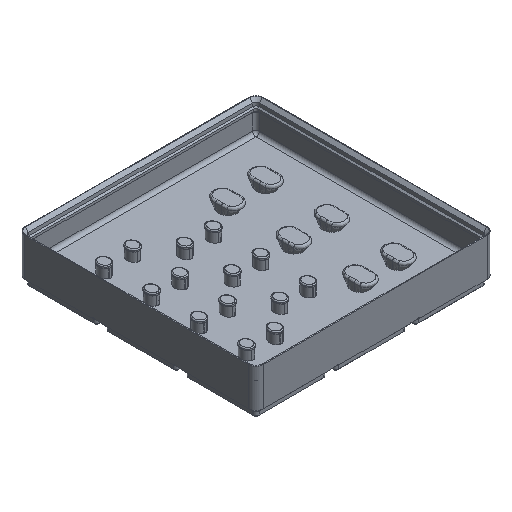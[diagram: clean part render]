
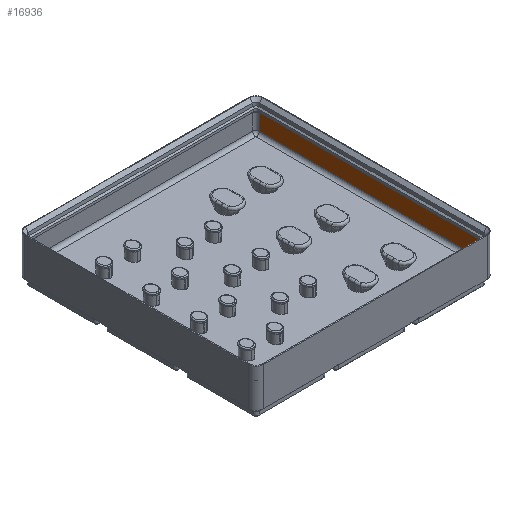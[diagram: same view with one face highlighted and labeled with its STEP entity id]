
A CAD part, isometric view. The second image highlights one B-rep face of the part: STEP entity #16936.
In plain terms, the highlighted planar face has unit normal (-1, 0, 0).
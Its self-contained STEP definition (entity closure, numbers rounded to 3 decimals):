
#14095 = PLANE('',#14096);
#14096 = AXIS2_PLACEMENT_3D('',#14097,#14098,#14099);
#14097 = CARTESIAN_POINT('',(60.15,63.,11.996));
#14098 = DIRECTION('',(0.707,0.,0.707));
#14099 = DIRECTION('',(0.707,0.,-0.707));
#14953 = VERTEX_POINT('',#14954);
#14954 = CARTESIAN_POINT('',(61.8,-59.,10.346));
#14990 = PLANE('',#14991);
#14991 = AXIS2_PLACEMENT_3D('',#14992,#14993,#14994);
#14992 = CARTESIAN_POINT('',(63.,-61.8,10.346));
#14993 = DIRECTION('',(0.,0.,1.));
#14994 = DIRECTION('',(0.,-1.,0.));
#15714 = CYLINDRICAL_SURFACE('',#15715,1.8);
#15715 = AXIS2_PLACEMENT_3D('',#15716,#15717,#15718);
#15716 = CARTESIAN_POINT('',(60.,-60.,0.));
#15717 = DIRECTION('',(0.,0.,1.));
#15718 = DIRECTION('',(1.,0.,0.));
#15757 = EDGE_CURVE('',#14953,#15758,#15760,.T.);
#15758 = VERTEX_POINT('',#15759);
#15759 = CARTESIAN_POINT('',(61.8,59.,10.346));
#15760 = SURFACE_CURVE('',#15761,(#15765,#15772),.PCURVE_S1.);
#15761 = LINE('',#15762,#15763);
#15762 = CARTESIAN_POINT('',(61.8,63.,10.346));
#15763 = VECTOR('',#15764,1.);
#15764 = DIRECTION('',(0.,1.,0.));
#15765 = PCURVE('',#14095,#15766);
#15766 = DEFINITIONAL_REPRESENTATION('',(#15767),#15771);
#15767 = LINE('',#15768,#15769);
#15768 = CARTESIAN_POINT('',(2.333,0.));
#15769 = VECTOR('',#15770,1.);
#15770 = DIRECTION('',(0.,1.));
#15771 = ( GEOMETRIC_REPRESENTATION_CONTEXT(2) 
PARAMETRIC_REPRESENTATION_CONTEXT() REPRESENTATION_CONTEXT('2D SPACE',''
  ) );
#15772 = PCURVE('',#15773,#15778);
#15773 = PLANE('',#15774);
#15774 = AXIS2_PLACEMENT_3D('',#15775,#15776,#15777);
#15775 = CARTESIAN_POINT('',(61.8,-61.8,0.));
#15776 = DIRECTION('',(1.,0.,0.));
#15777 = DIRECTION('',(0.,0.,1.));
#15778 = DEFINITIONAL_REPRESENTATION('',(#15779),#15783);
#15779 = LINE('',#15780,#15781);
#15780 = CARTESIAN_POINT('',(10.346,-124.8));
#15781 = VECTOR('',#15782,1.);
#15782 = DIRECTION('',(0.,-1.));
#15783 = ( GEOMETRIC_REPRESENTATION_CONTEXT(2) 
PARAMETRIC_REPRESENTATION_CONTEXT() REPRESENTATION_CONTEXT('2D SPACE',''
  ) );
#16323 = VERTEX_POINT('',#16324);
#16324 = CARTESIAN_POINT('',(61.8,-60.,10.346));
#16346 = EDGE_CURVE('',#14953,#16323,#16347,.T.);
#16347 = SURFACE_CURVE('',#16348,(#16352,#16358),.PCURVE_S1.);
#16348 = LINE('',#16349,#16350);
#16349 = CARTESIAN_POINT('',(61.8,-61.8,10.346));
#16350 = VECTOR('',#16351,1.);
#16351 = DIRECTION('',(0.,-1.,0.));
#16352 = PCURVE('',#14990,#16353);
#16353 = DEFINITIONAL_REPRESENTATION('',(#16354),#16357);
#16354 = B_SPLINE_CURVE_WITH_KNOTS('',1,(#16355,#16356),.UNSPECIFIED.,
  .F.,.F.,(2,2),(-121.8,-1.8),.PIECEWISE_BEZIER_KNOTS.);
#16355 = CARTESIAN_POINT('',(-121.8,-1.2));
#16356 = CARTESIAN_POINT('',(-1.8,-1.2));
#16357 = ( GEOMETRIC_REPRESENTATION_CONTEXT(2) 
PARAMETRIC_REPRESENTATION_CONTEXT() REPRESENTATION_CONTEXT('2D SPACE',''
  ) );
#16358 = PCURVE('',#15773,#16359);
#16359 = DEFINITIONAL_REPRESENTATION('',(#16360),#16363);
#16360 = B_SPLINE_CURVE_WITH_KNOTS('',1,(#16361,#16362),.UNSPECIFIED.,
  .F.,.F.,(2,2),(-121.8,-1.8),.PIECEWISE_BEZIER_KNOTS.);
#16361 = CARTESIAN_POINT('',(10.346,-121.8));
#16362 = CARTESIAN_POINT('',(10.346,-1.8));
#16363 = ( GEOMETRIC_REPRESENTATION_CONTEXT(2) 
PARAMETRIC_REPRESENTATION_CONTEXT() REPRESENTATION_CONTEXT('2D SPACE',''
  ) );
#16890 = EDGE_CURVE('',#16891,#16323,#16893,.T.);
#16891 = VERTEX_POINT('',#16892);
#16892 = CARTESIAN_POINT('',(61.8,-60.,1.8));
#16893 = SURFACE_CURVE('',#16894,(#16898,#16905),.PCURVE_S1.);
#16894 = LINE('',#16895,#16896);
#16895 = CARTESIAN_POINT('',(61.8,-60.,0.));
#16896 = VECTOR('',#16897,1.);
#16897 = DIRECTION('',(0.,0.,1.));
#16898 = PCURVE('',#15714,#16899);
#16899 = DEFINITIONAL_REPRESENTATION('',(#16900),#16904);
#16900 = LINE('',#16901,#16902);
#16901 = CARTESIAN_POINT('',(-0.,0.));
#16902 = VECTOR('',#16903,1.);
#16903 = DIRECTION('',(-0.,1.));
#16904 = ( GEOMETRIC_REPRESENTATION_CONTEXT(2) 
PARAMETRIC_REPRESENTATION_CONTEXT() REPRESENTATION_CONTEXT('2D SPACE',''
  ) );
#16905 = PCURVE('',#15773,#16906);
#16906 = DEFINITIONAL_REPRESENTATION('',(#16907),#16911);
#16907 = LINE('',#16908,#16909);
#16908 = CARTESIAN_POINT('',(0.,-1.8));
#16909 = VECTOR('',#16910,1.);
#16910 = DIRECTION('',(1.,0.));
#16911 = ( GEOMETRIC_REPRESENTATION_CONTEXT(2) 
PARAMETRIC_REPRESENTATION_CONTEXT() REPRESENTATION_CONTEXT('2D SPACE',''
  ) );
#16936 = ADVANCED_FACE('',(#16937),#15773,.F.);
#16937 = FACE_BOUND('',#16938,.F.);
#16938 = EDGE_LOOP('',(#16939,#16940,#16941,#16969,#16997,#17021));
#16939 = ORIENTED_EDGE('',*,*,#16346,.T.);
#16940 = ORIENTED_EDGE('',*,*,#16890,.F.);
#16941 = ORIENTED_EDGE('',*,*,#16942,.T.);
#16942 = EDGE_CURVE('',#16891,#16943,#16945,.T.);
#16943 = VERTEX_POINT('',#16944);
#16944 = CARTESIAN_POINT('',(61.8,60.,1.8));
#16945 = SURFACE_CURVE('',#16946,(#16950,#16957),.PCURVE_S1.);
#16946 = LINE('',#16947,#16948);
#16947 = CARTESIAN_POINT('',(61.8,-61.8,1.8));
#16948 = VECTOR('',#16949,1.);
#16949 = DIRECTION('',(0.,1.,0.));
#16950 = PCURVE('',#15773,#16951);
#16951 = DEFINITIONAL_REPRESENTATION('',(#16952),#16956);
#16952 = LINE('',#16953,#16954);
#16953 = CARTESIAN_POINT('',(1.8,0.));
#16954 = VECTOR('',#16955,1.);
#16955 = DIRECTION('',(0.,-1.));
#16956 = ( GEOMETRIC_REPRESENTATION_CONTEXT(2) 
PARAMETRIC_REPRESENTATION_CONTEXT() REPRESENTATION_CONTEXT('2D SPACE',''
  ) );
#16957 = PCURVE('',#16958,#16963);
#16958 = CYLINDRICAL_SURFACE('',#16959,1.8);
#16959 = AXIS2_PLACEMENT_3D('',#16960,#16961,#16962);
#16960 = CARTESIAN_POINT('',(60.,-61.8,1.8));
#16961 = DIRECTION('',(0.,1.,0.));
#16962 = DIRECTION('',(1.,0.,0.));
#16963 = DEFINITIONAL_REPRESENTATION('',(#16964),#16968);
#16964 = LINE('',#16965,#16966);
#16965 = CARTESIAN_POINT('',(0.,0.));
#16966 = VECTOR('',#16967,1.);
#16967 = DIRECTION('',(0.,1.));
#16968 = ( GEOMETRIC_REPRESENTATION_CONTEXT(2) 
PARAMETRIC_REPRESENTATION_CONTEXT() REPRESENTATION_CONTEXT('2D SPACE',''
  ) );
#16969 = ORIENTED_EDGE('',*,*,#16970,.T.);
#16970 = EDGE_CURVE('',#16943,#16971,#16973,.T.);
#16971 = VERTEX_POINT('',#16972);
#16972 = CARTESIAN_POINT('',(61.8,60.,10.346));
#16973 = SURFACE_CURVE('',#16974,(#16978,#16985),.PCURVE_S1.);
#16974 = LINE('',#16975,#16976);
#16975 = CARTESIAN_POINT('',(61.8,60.,0.));
#16976 = VECTOR('',#16977,1.);
#16977 = DIRECTION('',(0.,0.,1.));
#16978 = PCURVE('',#15773,#16979);
#16979 = DEFINITIONAL_REPRESENTATION('',(#16980),#16984);
#16980 = LINE('',#16981,#16982);
#16981 = CARTESIAN_POINT('',(0.,-121.8));
#16982 = VECTOR('',#16983,1.);
#16983 = DIRECTION('',(1.,0.));
#16984 = ( GEOMETRIC_REPRESENTATION_CONTEXT(2) 
PARAMETRIC_REPRESENTATION_CONTEXT() REPRESENTATION_CONTEXT('2D SPACE',''
  ) );
#16985 = PCURVE('',#16986,#16991);
#16986 = CYLINDRICAL_SURFACE('',#16987,1.8);
#16987 = AXIS2_PLACEMENT_3D('',#16988,#16989,#16990);
#16988 = CARTESIAN_POINT('',(60.,60.,0.));
#16989 = DIRECTION('',(0.,0.,1.));
#16990 = DIRECTION('',(1.,0.,0.));
#16991 = DEFINITIONAL_REPRESENTATION('',(#16992),#16996);
#16992 = LINE('',#16993,#16994);
#16993 = CARTESIAN_POINT('',(0.,0.));
#16994 = VECTOR('',#16995,1.);
#16995 = DIRECTION('',(0.,1.));
#16996 = ( GEOMETRIC_REPRESENTATION_CONTEXT(2) 
PARAMETRIC_REPRESENTATION_CONTEXT() REPRESENTATION_CONTEXT('2D SPACE',''
  ) );
#16997 = ORIENTED_EDGE('',*,*,#16998,.T.);
#16998 = EDGE_CURVE('',#16971,#15758,#16999,.T.);
#16999 = SURFACE_CURVE('',#17000,(#17004,#17010),.PCURVE_S1.);
#17000 = LINE('',#17001,#17002);
#17001 = CARTESIAN_POINT('',(61.8,-61.8,10.346));
#17002 = VECTOR('',#17003,1.);
#17003 = DIRECTION('',(0.,-1.,0.));
#17004 = PCURVE('',#15773,#17005);
#17005 = DEFINITIONAL_REPRESENTATION('',(#17006),#17009);
#17006 = B_SPLINE_CURVE_WITH_KNOTS('',1,(#17007,#17008),.UNSPECIFIED.,
  .F.,.F.,(2,2),(-121.8,-1.8),.PIECEWISE_BEZIER_KNOTS.);
#17007 = CARTESIAN_POINT('',(10.346,-121.8));
#17008 = CARTESIAN_POINT('',(10.346,-1.8));
#17009 = ( GEOMETRIC_REPRESENTATION_CONTEXT(2) 
PARAMETRIC_REPRESENTATION_CONTEXT() REPRESENTATION_CONTEXT('2D SPACE',''
  ) );
#17010 = PCURVE('',#17011,#17016);
#17011 = PLANE('',#17012);
#17012 = AXIS2_PLACEMENT_3D('',#17013,#17014,#17015);
#17013 = CARTESIAN_POINT('',(63.,-61.8,10.346));
#17014 = DIRECTION('',(0.,0.,1.));
#17015 = DIRECTION('',(0.,-1.,0.));
#17016 = DEFINITIONAL_REPRESENTATION('',(#17017),#17020);
#17017 = B_SPLINE_CURVE_WITH_KNOTS('',1,(#17018,#17019),.UNSPECIFIED.,
  .F.,.F.,(2,2),(-121.8,-1.8),.PIECEWISE_BEZIER_KNOTS.);
#17018 = CARTESIAN_POINT('',(-121.8,-1.2));
#17019 = CARTESIAN_POINT('',(-1.8,-1.2));
#17020 = ( GEOMETRIC_REPRESENTATION_CONTEXT(2) 
PARAMETRIC_REPRESENTATION_CONTEXT() REPRESENTATION_CONTEXT('2D SPACE',''
  ) );
#17021 = ORIENTED_EDGE('',*,*,#15757,.F.);
